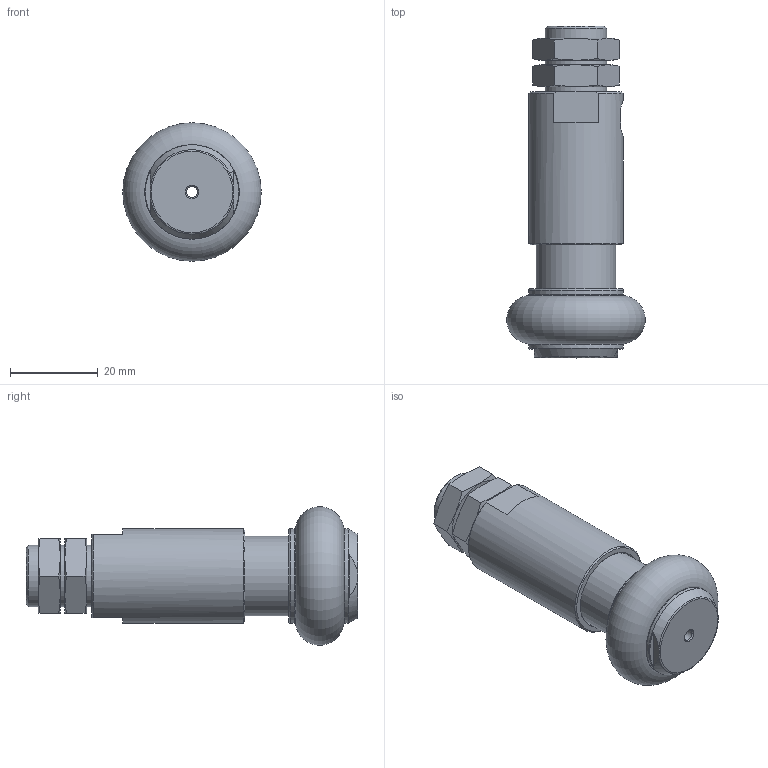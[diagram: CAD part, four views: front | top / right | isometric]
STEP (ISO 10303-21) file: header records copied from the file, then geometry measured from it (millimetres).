
FILE_DESCRIPTION(/* description */ ('STEP AP214'),/* implementation_level */ '2;1');
FILE_NAME(/* name */ '1320792_DHEB-22-E-D-E-P',/* time_stamp */ '2024-08-19T16:23:01+02:00',/* author */ ('License CC BY-ND 4.0'),/* organization */ ('CADENAS'),/* preprocessor_version */ 'ST-DEVELOPER v19.3',/* originating_system */ 'PARTsolutions',/* authorisation */ ' ');
FILE_SCHEMA (('AUTOMOTIVE_DESIGN {1 0 10303 214 3 1 1}'));
Length unit declared in the file: millimetre
Products named in the file (5): 1320792 DHEB-22-E-D-E-P---(AUS); 1366734 DHEB-22-E-D-E-P; 1366741 DHEB-22-E-D-E-P---(AUS); 1448948 DHAS-GB-B14-22-S---(MOD-AUS-D); 372957 YSRD-7-5-C M14X1-5-17
Assembly tree (5 placements, depth 2):
  1320792 DHEB-22-E-D-E-P---(AUS)
    1366734 DHEB-22-E-D-E-P
    1366741 DHEB-22-E-D-E-P---(AUS)
    1448948 DHAS-GB-B14-22-S---(MOD-AUS-D)
    372957 YSRD-7-5-C M14X1-5-17  x2
Bounding box: 31.48 x 75.5 x 31.48 mm (x, y, z)
Volume: 24517.7 mm3; surface area: 14522.9 mm2
Topology: 5 solids, 5 shells, 87 faces, 182 edges, 115 vertices
Faces by surface type: plane 40, cone 20, cylinder 20, torus 7
Full cylindrical faces by diameter (mm): 2.459 x1, 2.55 x1, 4.134 x2, 6 x2, 7.6 x3, 8 x1, 12.917 x2, 14 x1, 18 x2, 21.5 x3
Entity records: 1895 total; most frequent: CARTESIAN_POINT 382, DIRECTION 302, ORIENTED_EDGE 212, AXIS2_PLACEMENT_3D 142, EDGE_LOOP 130, FACE_BOUND 130, EDGE_CURVE 106, VERTEX_POINT 88
